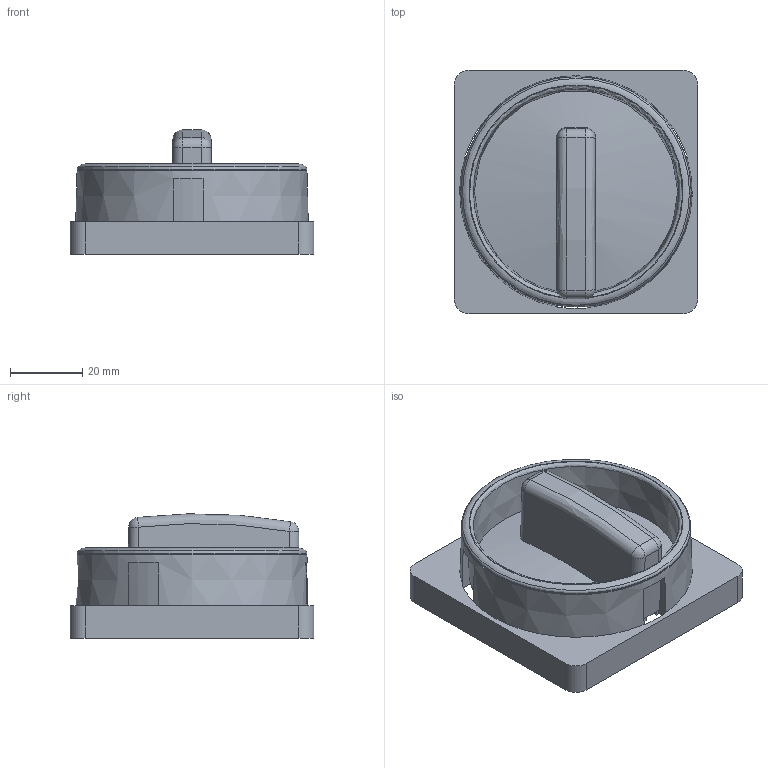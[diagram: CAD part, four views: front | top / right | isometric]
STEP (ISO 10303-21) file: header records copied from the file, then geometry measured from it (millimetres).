
FILE_DESCRIPTION((''),'2;1');
FILE_NAME('LFS2-G_N_-6-175.stp','2014-04-01T09:39:43',('wus90005'),(''),'Autodesk Inventor 2013','Autodesk Inventor 2013','');
FILE_SCHEMA(('AUTOMOTIVE_DESIGN { 1 0 10303 214 1 1 1 1 }'));
Length unit declared in the file: millimetre
Products named in the file (1): LFS2-G_N_-6-175
Bounding box: 67.5 x 67.5 x 34.47 mm (x, y, z)
Volume: 32586.4 mm3; surface area: 26163.3 mm2
Topology: 1 solids, 1 shells, 136 faces, 364 edges, 235 vertices
Faces by surface type: plane 70, cylinder 39, bspline 9, cone 8, sphere 6, torus 4
Full cylindrical faces by diameter (mm): 2.4 x2, 2.6 x1, 3.2 x2, 6.8 x2, 17 x1, 23.6 x1, 56 x1, 57.8 x1, 63.7 x1
Entity records: 4545 total; most frequent: CARTESIAN_POINT 1073, DIRECTION 680, ORIENTED_EDGE 664, EDGE_CURVE 332, AXIS2_PLACEMENT_3D 248, VERTEX_POINT 226, VECTOR 184, LINE 184
